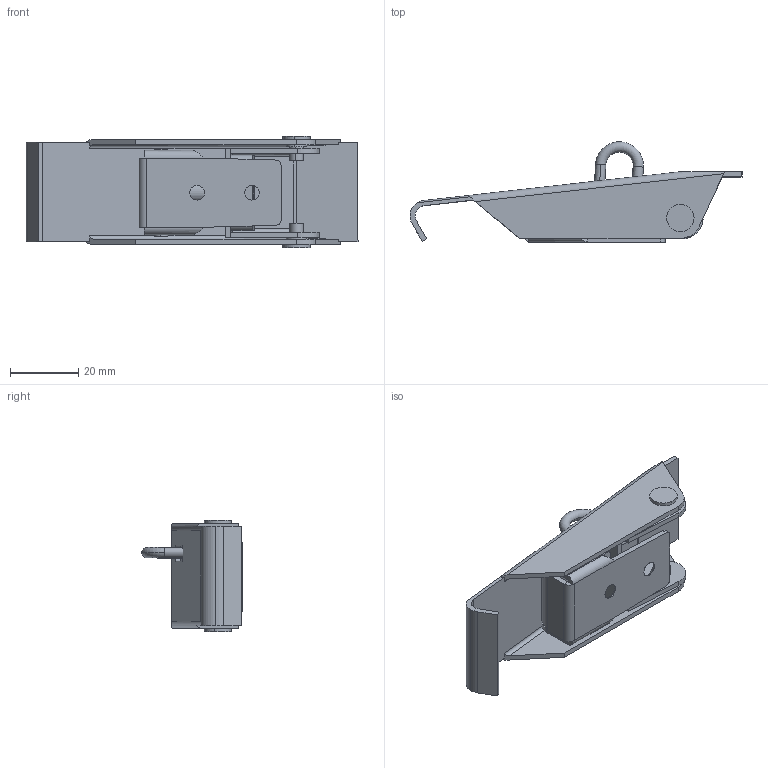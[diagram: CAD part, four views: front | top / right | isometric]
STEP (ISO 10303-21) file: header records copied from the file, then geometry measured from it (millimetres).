
FILE_DESCRIPTION (( 'STEP AP214' ), '1' );
FILE_NAME ('56110 - 909 LHC ZP.STEP', '2017-02-09T13:51:41', ( '' ), ( '' ), 'SwSTEP 2.0', 'SolidWorks 2015', '' );
FILE_SCHEMA (( 'AUTOMOTIVE_DESIGN' ));
Length unit declared in the file: millimetre
Products named in the file (8): mellandel; justerskruv; underdel; 56110 - 909 LHC ZP; 鐷la; nit; överdel hake; plastbit
Assembly tree (8 placements, depth 2):
  56110 - 909 LHC ZP
    underdel
    justerskruv
    mellandel
    plastbit
    överdel hake
    nit  x2
    鐷la
Bounding box: 97 x 29.28 x 32.5 mm (x, y, z)
Volume: 15257.2 mm3; surface area: 19266.5 mm2
Topology: 9 solids, 9 shells, 191 faces, 466 edges, 300 vertices
Faces by surface type: plane 89, cylinder 86, cone 8, bspline 6, torus 2
Entity records: 5917 total; most frequent: CARTESIAN_POINT 1242, DIRECTION 916, ORIENTED_EDGE 896, EDGE_CURVE 448, AXIS2_PLACEMENT_3D 338, VERTEX_POINT 288, VECTOR 240, LINE 240
